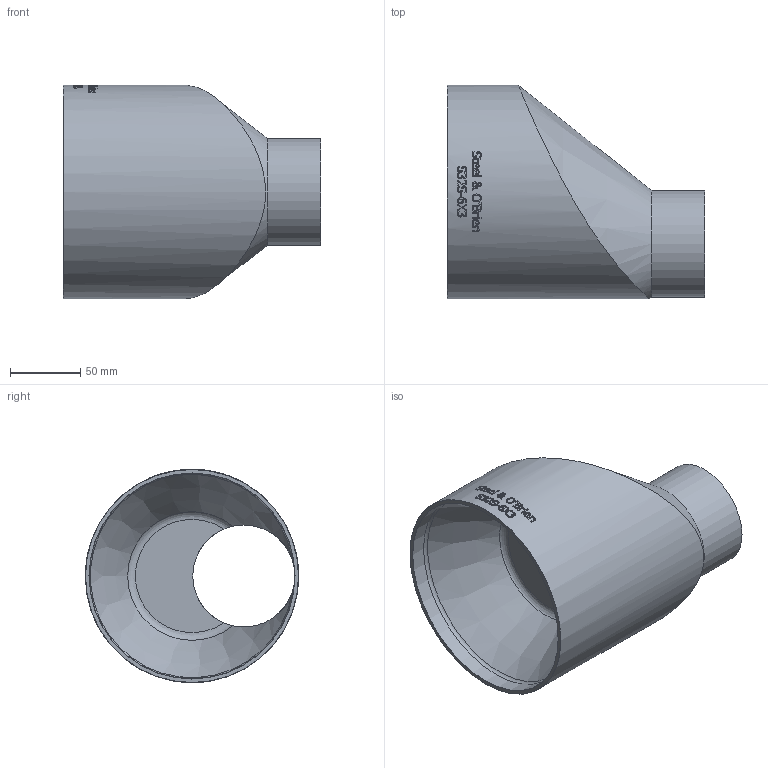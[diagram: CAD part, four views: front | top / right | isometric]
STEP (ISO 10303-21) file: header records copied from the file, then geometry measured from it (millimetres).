
FILE_DESCRIPTION(/* description */ (''),/* implementation_level */ '2;1');
FILE_NAME(/* name */ 'S32S-6X3.stp',/* time_stamp */ '2018-11-29T16:58:24-05:00',/* author */ ('rick'),/* organization */ (''),/* preprocessor_version */ 'ST-DEVELOPER v15.2',/* originating_system */ 'Autodesk Inventor 2014',/* authorisation */ '');
FILE_SCHEMA (('AUTOMOTIVE_DESIGN { 1 0 10303 214 3 1 1 }'));
Length unit declared in the file: inch
Products named in the file (1): S32S-6X3
Bounding box: 184.15 x 152.4 x 152.4 mm (x, y, z)
Volume: 941686.8 mm3; surface area: 136392.5 mm2
Topology: 1 solids, 1 shells, 391 faces, 1068 edges, 710 vertices
Faces by surface type: bspline 219, plane 131, cylinder 35, torus 4, cone 2
Full cylindrical faces by diameter (mm): 72.898 x1, 76.2 x1, 146.863 x1, 152.4 x1
Entity records: 16352 total; most frequent: CARTESIAN_POINT 7789, ORIENTED_EDGE 2120, DIRECTION 1123, EDGE_CURVE 1060, VERTEX_POINT 709, LINE 453, VECTOR 453, B_SPLINE_CURVE_WITH_KNOTS 445
